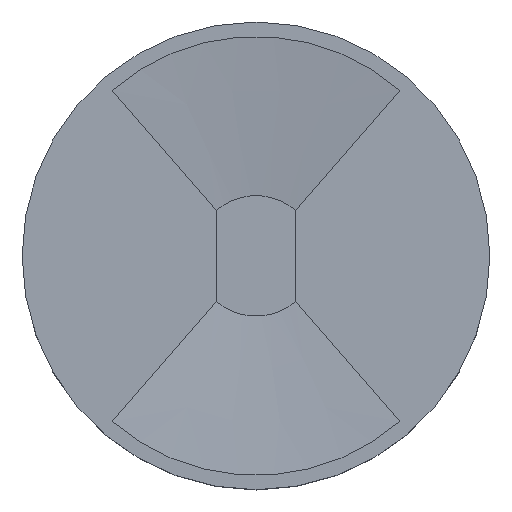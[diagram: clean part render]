
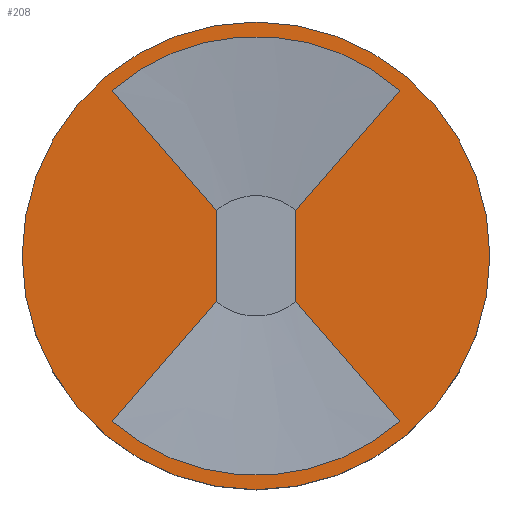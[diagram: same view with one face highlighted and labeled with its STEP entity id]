
A CAD part, top view. The second image highlights one B-rep face of the part: STEP entity #208.
In plain terms, the highlighted planar face has unit normal (0, 0, 1).
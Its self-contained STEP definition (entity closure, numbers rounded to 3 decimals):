
#25=CIRCLE('',#237,61.);
#26=CIRCLE('',#238,61.);
#27=CIRCLE('',#239,65.);
#34=ORIENTED_EDGE('',*,*,#84,.T.);
#35=ORIENTED_EDGE('',*,*,#85,.F.);
#36=ORIENTED_EDGE('',*,*,#86,.T.);
#37=ORIENTED_EDGE('',*,*,#87,.T.);
#38=ORIENTED_EDGE('',*,*,#88,.T.);
#39=ORIENTED_EDGE('',*,*,#89,.T.);
#40=ORIENTED_EDGE('',*,*,#90,.F.);
#41=ORIENTED_EDGE('',*,*,#91,.F.);
#42=ORIENTED_EDGE('',*,*,#92,.F.);
#84=EDGE_CURVE('',#109,#110,#126,.T.);
#85=EDGE_CURVE('',#111,#110,#127,.T.);
#86=EDGE_CURVE('',#111,#112,#25,.T.);
#87=EDGE_CURVE('',#112,#113,#128,.T.);
#88=EDGE_CURVE('',#113,#114,#129,.T.);
#89=EDGE_CURVE('',#114,#115,#130,.T.);
#90=EDGE_CURVE('',#116,#115,#26,.T.);
#91=EDGE_CURVE('',#109,#116,#131,.T.);
#92=EDGE_CURVE('',#117,#117,#27,.T.);
#109=VERTEX_POINT('',#329);
#110=VERTEX_POINT('',#330);
#111=VERTEX_POINT('',#332);
#112=VERTEX_POINT('',#334);
#113=VERTEX_POINT('',#336);
#114=VERTEX_POINT('',#338);
#115=VERTEX_POINT('',#340);
#116=VERTEX_POINT('',#342);
#117=VERTEX_POINT('',#345);
#126=LINE('',#328,#142);
#127=LINE('',#331,#143);
#128=LINE('',#335,#144);
#129=LINE('',#337,#145);
#130=LINE('',#339,#146);
#131=LINE('',#343,#147);
#142=VECTOR('',#264,1000.);
#143=VECTOR('',#265,1000.);
#144=VECTOR('',#268,1000.);
#145=VECTOR('',#269,1000.);
#146=VECTOR('',#270,1000.);
#147=VECTOR('',#273,1000.);
#158=EDGE_LOOP('',(#34,#35,#36,#37,#38,#39,#40,#41));
#159=EDGE_LOOP('',(#42));
#178=FACE_BOUND('',#158,.T.);
#179=FACE_BOUND('',#159,.T.);
#198=PLANE('',#236);
#208=ADVANCED_FACE('',(#178,#179),#198,.F.);
#236=AXIS2_PLACEMENT_3D('',#327,#262,#263);
#237=AXIS2_PLACEMENT_3D('',#333,#266,#267);
#238=AXIS2_PLACEMENT_3D('',#341,#271,#272);
#239=AXIS2_PLACEMENT_3D('',#344,#274,#275);
#262=DIRECTION('',(0.,0.,-1.));
#263=DIRECTION('',(-1.,0.,0.));
#264=DIRECTION('',(0.,-1.,0.));
#265=DIRECTION('',(-0.656,0.755,0.));
#266=DIRECTION('',(0.,0.,-1.));
#267=DIRECTION('',(-1.,0.,0.));
#268=DIRECTION('',(0.656,0.755,0.));
#269=DIRECTION('',(0.,1.,0.));
#270=DIRECTION('',(-0.656,0.755,0.));
#271=DIRECTION('',(0.,0.,1.));
#272=DIRECTION('',(1.,0.,0.));
#273=DIRECTION('',(0.656,0.755,0.));
#274=DIRECTION('',(0.,0.,-1.));
#275=DIRECTION('',(1.,0.,0.));
#327=CARTESIAN_POINT('',(0.,0.,43.77));
#328=CARTESIAN_POINT('',(10.989,0.,43.77));
#329=CARTESIAN_POINT('',(10.989,12.641,43.77));
#330=CARTESIAN_POINT('',(10.989,-12.641,43.77));
#331=CARTESIAN_POINT('',(40.02,-46.037,43.77));
#332=CARTESIAN_POINT('',(40.02,-46.037,43.77));
#333=CARTESIAN_POINT('',(0.,0.,43.77));
#334=CARTESIAN_POINT('',(-40.02,-46.037,43.77));
#335=CARTESIAN_POINT('',(-40.02,-46.037,43.77));
#336=CARTESIAN_POINT('',(-10.989,-12.641,43.77));
#337=CARTESIAN_POINT('',(-10.989,12.641,43.77));
#338=CARTESIAN_POINT('',(-10.989,12.641,43.77));
#339=CARTESIAN_POINT('',(-10.989,12.641,43.77));
#340=CARTESIAN_POINT('',(-40.02,46.037,43.77));
#341=CARTESIAN_POINT('',(0.,0.,43.77));
#342=CARTESIAN_POINT('',(40.02,46.037,43.77));
#343=CARTESIAN_POINT('',(10.989,12.641,43.77));
#344=CARTESIAN_POINT('',(0.,0.,43.77));
#345=CARTESIAN_POINT('',(65.,0.,43.77));
